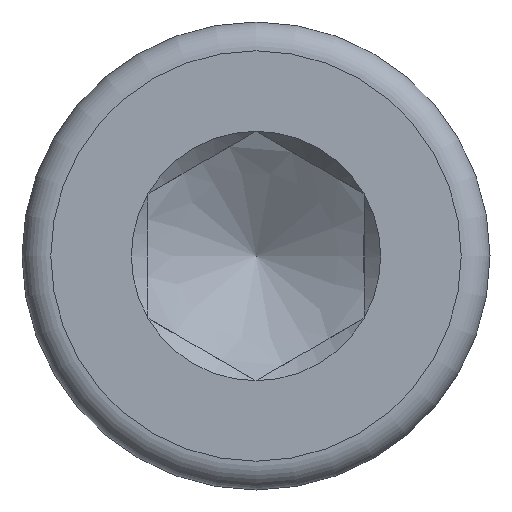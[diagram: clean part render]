
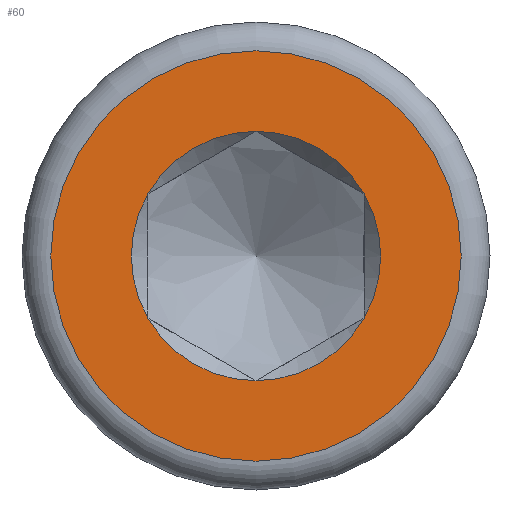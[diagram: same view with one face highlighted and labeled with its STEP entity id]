
A CAD part, left-side view. The second image highlights one B-rep face of the part: STEP entity #60.
In plain terms, the highlighted planar face has unit normal (-1, 0, 0).
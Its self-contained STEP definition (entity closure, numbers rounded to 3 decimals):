
#60 = ADVANCED_FACE( '', ( #129, #130 ), #131, .F. );
#129 = FACE_BOUND( '', #211, .T. );
#130 = FACE_OUTER_BOUND( '', #212, .T. );
#131 = PLANE( '', #213 );
#211 = EDGE_LOOP( '', ( #310, #311, #312, #313, #314, #315 ) );
#212 = EDGE_LOOP( '', ( #316 ) );
#213 = AXIS2_PLACEMENT_3D( '', #317, #318, #319 );
#310 = ORIENTED_EDGE( '', *, *, #427, .T. );
#311 = ORIENTED_EDGE( '', *, *, #441, .T. );
#312 = ORIENTED_EDGE( '', *, *, #442, .T. );
#313 = ORIENTED_EDGE( '', *, *, #443, .T. );
#314 = ORIENTED_EDGE( '', *, *, #430, .T. );
#315 = ORIENTED_EDGE( '', *, *, #435, .T. );
#316 = ORIENTED_EDGE( '', *, *, #444, .F. );
#317 = CARTESIAN_POINT( '', ( -8., 3.464, 0. ) );
#318 = DIRECTION( '', ( 1., 0., 0. ) );
#319 = DIRECTION( '', ( 0., 1., 0. ) );
#427 = EDGE_CURVE( '', #487, #488, #490, .T. );
#430 = EDGE_CURVE( '', #492, #493, #495, .T. );
#435 = EDGE_CURVE( '', #493, #487, #501, .T. );
#441 = EDGE_CURVE( '', #488, #473, #508, .T. );
#442 = EDGE_CURVE( '', #473, #474, #509, .T. );
#443 = EDGE_CURVE( '', #474, #492, #510, .T. );
#444 = EDGE_CURVE( '', #511, #511, #512, .T. );
#473 = VERTEX_POINT( '', #547 );
#474 = VERTEX_POINT( '', #548 );
#487 = VERTEX_POINT( '', #581 );
#488 = VERTEX_POINT( '', #582 );
#490 = CIRCLE( '', #595, 3.464 );
#492 = VERTEX_POINT( '', #597 );
#493 = VERTEX_POINT( '', #598 );
#495 = CIRCLE( '', #611, 3.464 );
#501 = CIRCLE( '', #628, 3.464 );
#508 = CIRCLE( '', #656, 3.464 );
#509 = CIRCLE( '', #657, 3.464 );
#510 = CIRCLE( '', #658, 3.464 );
#511 = VERTEX_POINT( '', #659 );
#512 = CIRCLE( '', #660, 5.7 );
#547 = CARTESIAN_POINT( '', ( -8., 3., 1.732 ) );
#548 = CARTESIAN_POINT( '', ( -8., 0., 3.464 ) );
#581 = CARTESIAN_POINT( '', ( -8., 0., -3.464 ) );
#582 = CARTESIAN_POINT( '', ( -8., 3., -1.732 ) );
#595 = AXIS2_PLACEMENT_3D( '', #746, #747, #748 );
#597 = CARTESIAN_POINT( '', ( -8., -3., 1.732 ) );
#598 = CARTESIAN_POINT( '', ( -8., -3., -1.732 ) );
#611 = AXIS2_PLACEMENT_3D( '', #749, #750, #751 );
#628 = AXIS2_PLACEMENT_3D( '', #755, #756, #757 );
#656 = AXIS2_PLACEMENT_3D( '', #759, #760, #761 );
#657 = AXIS2_PLACEMENT_3D( '', #762, #763, #764 );
#658 = AXIS2_PLACEMENT_3D( '', #765, #766, #767 );
#659 = CARTESIAN_POINT( '', ( -8., 5.7, 0. ) );
#660 = AXIS2_PLACEMENT_3D( '', #768, #769, #770 );
#746 = CARTESIAN_POINT( '', ( -8., 0., 0. ) );
#747 = DIRECTION( '', ( 1., 0., 0. ) );
#748 = DIRECTION( '', ( 0., 0., -1. ) );
#749 = CARTESIAN_POINT( '', ( -8., 0., 0. ) );
#750 = DIRECTION( '', ( 1., 0., 0. ) );
#751 = DIRECTION( '', ( 0., 0., -1. ) );
#755 = CARTESIAN_POINT( '', ( -8., 0., 0. ) );
#756 = DIRECTION( '', ( 1., 0., 0. ) );
#757 = DIRECTION( '', ( 0., 0., -1. ) );
#759 = CARTESIAN_POINT( '', ( -8., 0., 0. ) );
#760 = DIRECTION( '', ( 1., 0., 0. ) );
#761 = DIRECTION( '', ( 0., 0., -1. ) );
#762 = CARTESIAN_POINT( '', ( -8., 0., 0. ) );
#763 = DIRECTION( '', ( 1., 0., 0. ) );
#764 = DIRECTION( '', ( 0., 0., -1. ) );
#765 = CARTESIAN_POINT( '', ( -8., 0., 0. ) );
#766 = DIRECTION( '', ( 1., 0., 0. ) );
#767 = DIRECTION( '', ( 0., 0., -1. ) );
#768 = CARTESIAN_POINT( '', ( -8., 0., 0. ) );
#769 = DIRECTION( '', ( 1., 0., 0. ) );
#770 = DIRECTION( '', ( 0., 1., 0. ) );
